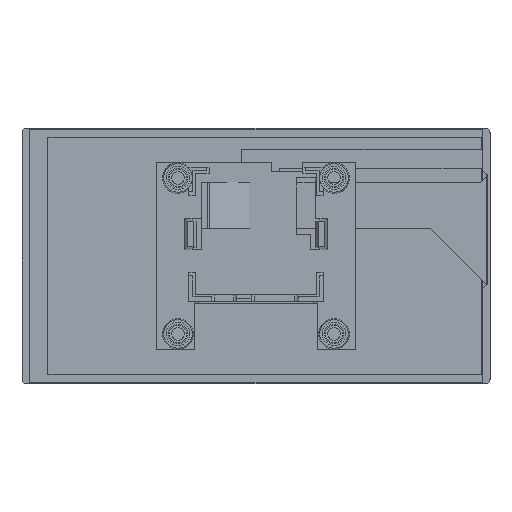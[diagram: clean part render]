
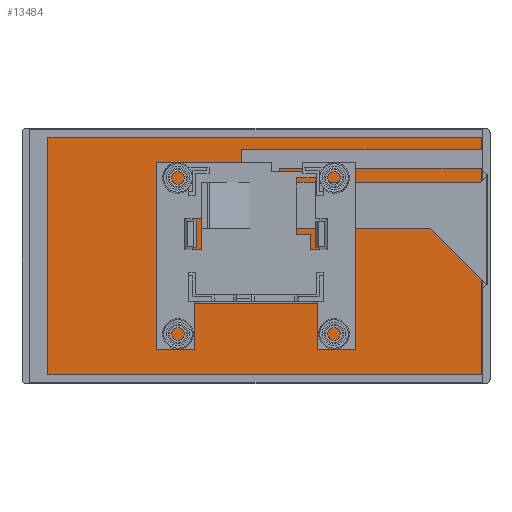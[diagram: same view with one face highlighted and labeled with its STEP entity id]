
A CAD part, top view. The second image highlights one B-rep face of the part: STEP entity #13484.
In plain terms, the highlighted planar face has unit normal (0, 0, 1).
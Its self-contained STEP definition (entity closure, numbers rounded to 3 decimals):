
#13170 = VERTEX_POINT('',#13171);
#13171 = CARTESIAN_POINT('',(-66.67,38.1,1.65));
#13178 = PLANE('',#13179);
#13179 = AXIS2_PLACEMENT_3D('',#13180,#13181,#13182);
#13180 = CARTESIAN_POINT('',(-66.67,38.1,0.));
#13181 = DIRECTION('',(0.,1.,0.));
#13182 = DIRECTION('',(1.,0.,0.));
#13190 = PLANE('',#13191);
#13191 = AXIS2_PLACEMENT_3D('',#13192,#13193,#13194);
#13192 = CARTESIAN_POINT('',(-66.67,-38.1,0.));
#13193 = DIRECTION('',(-1.,0.,0.));
#13194 = DIRECTION('',(0.,1.,0.));
#13202 = EDGE_CURVE('',#13170,#13203,#13205,.T.);
#13203 = VERTEX_POINT('',#13204);
#13204 = CARTESIAN_POINT('',(72.43,38.1,1.65));
#13205 = SURFACE_CURVE('',#13206,(#13210,#13217),.PCURVE_S1.);
#13206 = LINE('',#13207,#13208);
#13207 = CARTESIAN_POINT('',(-66.67,38.1,1.65));
#13208 = VECTOR('',#13209,1.);
#13209 = DIRECTION('',(1.,0.,0.));
#13210 = PCURVE('',#13178,#13211);
#13211 = DEFINITIONAL_REPRESENTATION('',(#13212),#13216);
#13212 = LINE('',#13213,#13214);
#13213 = CARTESIAN_POINT('',(0.,-1.65));
#13214 = VECTOR('',#13215,1.);
#13215 = DIRECTION('',(1.,0.));
#13216 = ( GEOMETRIC_REPRESENTATION_CONTEXT(2) 
PARAMETRIC_REPRESENTATION_CONTEXT() REPRESENTATION_CONTEXT('2D SPACE',''
  ) );
#13217 = PCURVE('',#13218,#13223);
#13218 = PLANE('',#13219);
#13219 = AXIS2_PLACEMENT_3D('',#13220,#13221,#13222);
#13220 = CARTESIAN_POINT('',(-66.67,38.1,1.65));
#13221 = DIRECTION('',(0.,0.,1.));
#13222 = DIRECTION('',(1.,0.,0.));
#13223 = DEFINITIONAL_REPRESENTATION('',(#13224),#13228);
#13224 = LINE('',#13225,#13226);
#13225 = CARTESIAN_POINT('',(0.,0.));
#13226 = VECTOR('',#13227,1.);
#13227 = DIRECTION('',(1.,0.));
#13228 = ( GEOMETRIC_REPRESENTATION_CONTEXT(2) 
PARAMETRIC_REPRESENTATION_CONTEXT() REPRESENTATION_CONTEXT('2D SPACE',''
  ) );
#13246 = PLANE('',#13247);
#13247 = AXIS2_PLACEMENT_3D('',#13248,#13249,#13250);
#13248 = CARTESIAN_POINT('',(72.43,38.1,0.));
#13249 = DIRECTION('',(1.,0.,-0.));
#13250 = DIRECTION('',(0.,-1.,0.));
#13288 = EDGE_CURVE('',#13203,#13289,#13291,.T.);
#13289 = VERTEX_POINT('',#13290);
#13290 = CARTESIAN_POINT('',(72.43,-38.1,1.65));
#13291 = SURFACE_CURVE('',#13292,(#13296,#13303),.PCURVE_S1.);
#13292 = LINE('',#13293,#13294);
#13293 = CARTESIAN_POINT('',(72.43,38.1,1.65));
#13294 = VECTOR('',#13295,1.);
#13295 = DIRECTION('',(0.,-1.,0.));
#13296 = PCURVE('',#13246,#13297);
#13297 = DEFINITIONAL_REPRESENTATION('',(#13298),#13302);
#13298 = LINE('',#13299,#13300);
#13299 = CARTESIAN_POINT('',(0.,-1.65));
#13300 = VECTOR('',#13301,1.);
#13301 = DIRECTION('',(1.,0.));
#13302 = ( GEOMETRIC_REPRESENTATION_CONTEXT(2) 
PARAMETRIC_REPRESENTATION_CONTEXT() REPRESENTATION_CONTEXT('2D SPACE',''
  ) );
#13303 = PCURVE('',#13218,#13304);
#13304 = DEFINITIONAL_REPRESENTATION('',(#13305),#13309);
#13305 = LINE('',#13306,#13307);
#13306 = CARTESIAN_POINT('',(139.1,0.));
#13307 = VECTOR('',#13308,1.);
#13308 = DIRECTION('',(0.,-1.));
#13309 = ( GEOMETRIC_REPRESENTATION_CONTEXT(2) 
PARAMETRIC_REPRESENTATION_CONTEXT() REPRESENTATION_CONTEXT('2D SPACE',''
  ) );
#13327 = PLANE('',#13328);
#13328 = AXIS2_PLACEMENT_3D('',#13329,#13330,#13331);
#13329 = CARTESIAN_POINT('',(72.43,-38.1,0.));
#13330 = DIRECTION('',(0.,-1.,0.));
#13331 = DIRECTION('',(-1.,0.,0.));
#13364 = EDGE_CURVE('',#13289,#13365,#13367,.T.);
#13365 = VERTEX_POINT('',#13366);
#13366 = CARTESIAN_POINT('',(-66.67,-38.1,1.65));
#13367 = SURFACE_CURVE('',#13368,(#13372,#13379),.PCURVE_S1.);
#13368 = LINE('',#13369,#13370);
#13369 = CARTESIAN_POINT('',(72.43,-38.1,1.65));
#13370 = VECTOR('',#13371,1.);
#13371 = DIRECTION('',(-1.,0.,0.));
#13372 = PCURVE('',#13327,#13373);
#13373 = DEFINITIONAL_REPRESENTATION('',(#13374),#13378);
#13374 = LINE('',#13375,#13376);
#13375 = CARTESIAN_POINT('',(0.,-1.65));
#13376 = VECTOR('',#13377,1.);
#13377 = DIRECTION('',(1.,0.));
#13378 = ( GEOMETRIC_REPRESENTATION_CONTEXT(2) 
PARAMETRIC_REPRESENTATION_CONTEXT() REPRESENTATION_CONTEXT('2D SPACE',''
  ) );
#13379 = PCURVE('',#13218,#13380);
#13380 = DEFINITIONAL_REPRESENTATION('',(#13381),#13385);
#13381 = LINE('',#13382,#13383);
#13382 = CARTESIAN_POINT('',(139.1,-76.2));
#13383 = VECTOR('',#13384,1.);
#13384 = DIRECTION('',(-1.,0.));
#13385 = ( GEOMETRIC_REPRESENTATION_CONTEXT(2) 
PARAMETRIC_REPRESENTATION_CONTEXT() REPRESENTATION_CONTEXT('2D SPACE',''
  ) );
#13435 = EDGE_CURVE('',#13365,#13170,#13436,.T.);
#13436 = SURFACE_CURVE('',#13437,(#13441,#13448),.PCURVE_S1.);
#13437 = LINE('',#13438,#13439);
#13438 = CARTESIAN_POINT('',(-66.67,-38.1,1.65));
#13439 = VECTOR('',#13440,1.);
#13440 = DIRECTION('',(0.,1.,0.));
#13441 = PCURVE('',#13190,#13442);
#13442 = DEFINITIONAL_REPRESENTATION('',(#13443),#13447);
#13443 = LINE('',#13444,#13445);
#13444 = CARTESIAN_POINT('',(0.,-1.65));
#13445 = VECTOR('',#13446,1.);
#13446 = DIRECTION('',(1.,0.));
#13447 = ( GEOMETRIC_REPRESENTATION_CONTEXT(2) 
PARAMETRIC_REPRESENTATION_CONTEXT() REPRESENTATION_CONTEXT('2D SPACE',''
  ) );
#13448 = PCURVE('',#13218,#13449);
#13449 = DEFINITIONAL_REPRESENTATION('',(#13450),#13454);
#13450 = LINE('',#13451,#13452);
#13451 = CARTESIAN_POINT('',(0.,-76.2));
#13452 = VECTOR('',#13453,1.);
#13453 = DIRECTION('',(0.,1.));
#13454 = ( GEOMETRIC_REPRESENTATION_CONTEXT(2) 
PARAMETRIC_REPRESENTATION_CONTEXT() REPRESENTATION_CONTEXT('2D SPACE',''
  ) );
#13484 = ADVANCED_FACE('',(#13485),#13218,.T.);
#13485 = FACE_BOUND('',#13486,.F.);
#13486 = EDGE_LOOP('',(#13487,#13488,#13489,#13490));
#13487 = ORIENTED_EDGE('',*,*,#13202,.T.);
#13488 = ORIENTED_EDGE('',*,*,#13288,.T.);
#13489 = ORIENTED_EDGE('',*,*,#13364,.T.);
#13490 = ORIENTED_EDGE('',*,*,#13435,.T.);
